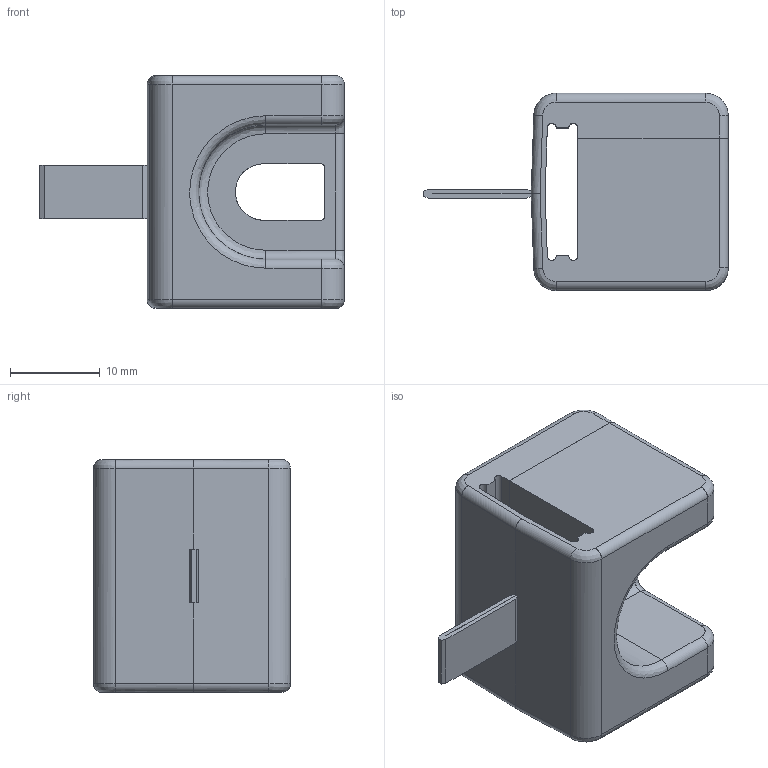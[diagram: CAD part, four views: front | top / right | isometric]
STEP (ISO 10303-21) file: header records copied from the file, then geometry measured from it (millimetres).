
FILE_DESCRIPTION((''),'2;1');
FILE_NAME('','2006-11-07T16:28:49',(''),(''),'','CADfix','');
FILE_SCHEMA(('AUTOMOTIVE_DESIGN'));
Length unit declared in the file: millimetre
Products named in the file (1): guide
Bounding box: 33.99 x 22 x 26 mm (x, y, z)
Volume: 7475.2 mm3; surface area: 5348.5 mm2
Topology: 1 solids, 1 shells, 101 faces, 276 edges, 175 vertices
Faces by surface type: bspline 101
Entity records: 3968 total; most frequent: CARTESIAN_POINT 2317, ORIENTED_EDGE 552, EDGE_CURVE 276, VERTEX_POINT 175, QUASI_UNIFORM_CURVE 162, B_SPLINE_CURVE_WITH_KNOTS 114, EDGE_LOOP 103, FACE_OUTER_BOUND 101
